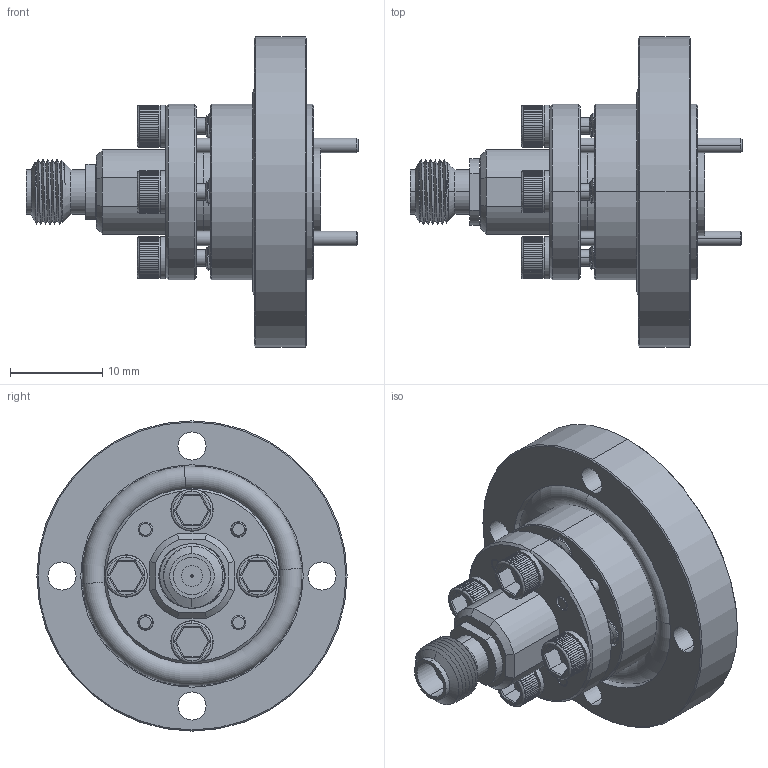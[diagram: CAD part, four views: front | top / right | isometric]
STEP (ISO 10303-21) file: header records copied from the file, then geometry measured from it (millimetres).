
FILE_DESCRIPTION (( 'STEP AP214' ), '1' );
FILE_NAME ('SWC-15VF-E1-WR.STEP', '2018-11-15T23:26:32', ( '' ), ( '' ), 'SwSTEP 2.0', 'SolidWorks 2016', '' );
FILE_SCHEMA (( 'AUTOMOTIVE_DESIGN' ));
Length unit declared in the file: inch
Products named in the file (1): SWC-15VF-E1-WR
Bounding box: 36.01 x 33.66 x 33.66 mm (x, y, z)
Volume: 7999.8 mm3; surface area: 6860.8 mm2
Topology: 18 solids, 18 shells, 999 faces, 2591 edges, 1663 vertices
Faces by surface type: plane 495, cylinder 344, cone 130, torus 17, bspline 13
Entity records: 47386 total; most frequent: CARTESIAN_POINT 11003, ORIENTED_EDGE 5150, DIRECTION 4401, EDGE_CURVE 2575, AXIS2_PLACEMENT_3D 1708, VERTEX_POINT 1663, EDGE_LOOP 1082, UNCERTAINTY_MEASURE_WITH_UNIT 1019
